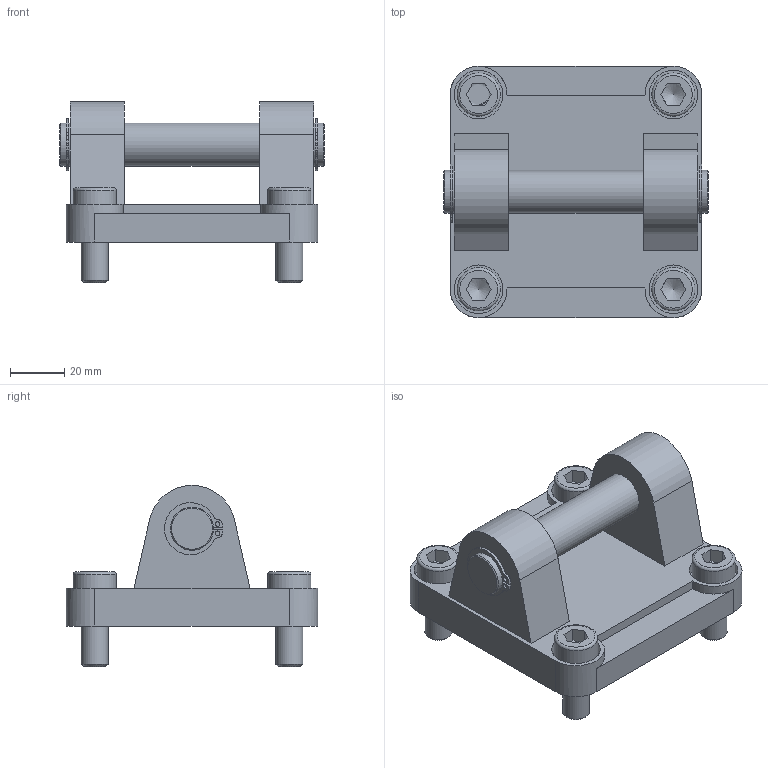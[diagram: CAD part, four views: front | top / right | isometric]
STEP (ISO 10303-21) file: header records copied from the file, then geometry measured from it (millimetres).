
FILE_DESCRIPTION(/* description */ (''),/* implementation_level */ '2;1');
FILE_NAME(/* name */ 'CAD_83251.stp',/* time_stamp */ '2018-02-22T14:17:05+01:00',/* author */ ('Hypex'),/* organization */ ('Hypex'),/* preprocessor_version */ 'ST-DEVELOPER v17',/* originating_system */ 'Autodesk Inventor 2018',/* authorisation */ '');
FILE_SCHEMA (('AUTOMOTIVE_DESIGN { 1 0 10303 214 3 1 1 }'));
Length unit declared in the file: millimetre
Products named in the file (1): CAD_83251
Bounding box: 98 x 93 x 67 mm (x, y, z)
Volume: 175484 mm3; surface area: 45965.1 mm2
Topology: 8 solids, 8 shells, 141 faces, 366 edges, 256 vertices
Faces by surface type: plane 73, cylinder 50, cone 10, torus 8
Full cylindrical faces by diameter (mm): 1.7 x4, 10 x4, 11 x4, 15 x2, 16 x9, 18 x4, 45 x1
Entity records: 4637 total; most frequent: CARTESIAN_POINT 816, DIRECTION 794, ORIENTED_EDGE 724, EDGE_CURVE 362, AXIS2_PLACEMENT_3D 318, VERTEX_POINT 256, EDGE_LOOP 180, CIRCLE 176
